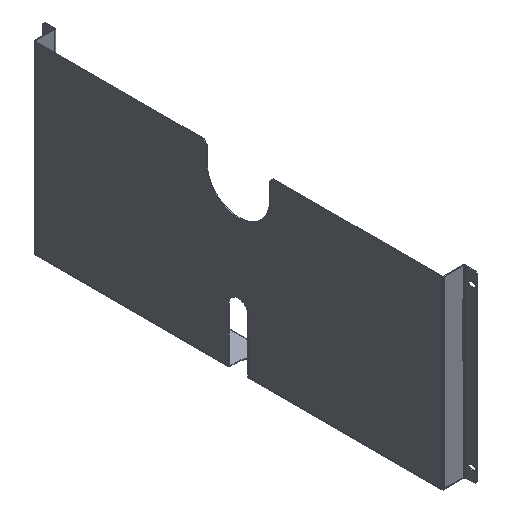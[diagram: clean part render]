
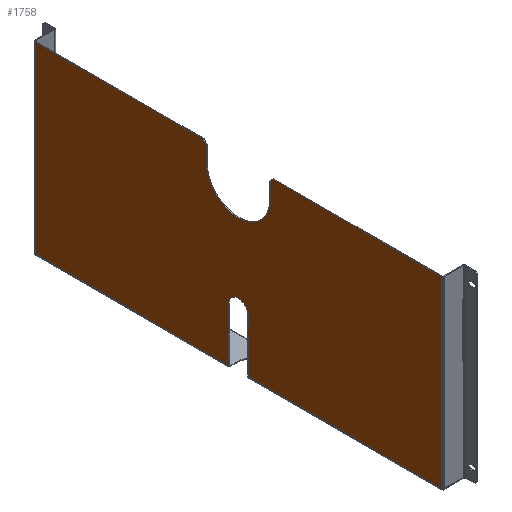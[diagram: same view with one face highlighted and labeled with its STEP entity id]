
A CAD part, isometric view. The second image highlights one B-rep face of the part: STEP entity #1758.
In plain terms, the highlighted planar face has unit normal (-1, 0, 0).
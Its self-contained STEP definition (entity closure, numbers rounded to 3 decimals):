
#1092=CARTESIAN_POINT('Vertex',(0.,320.8,-144.5)) ;
#1116=CARTESIAN_POINT('Vertex',(0.,320.8,145.5)) ;
#1147=CARTESIAN_POINT('Vertex',(0.,15.25,-144.5)) ;
#1237=CARTESIAN_POINT('Vertex',(0.,-15.25,-144.5)) ;
#1343=CARTESIAN_POINT('Vertex',(0.,-50.,115.5)) ;
#1359=CARTESIAN_POINT('Vertex',(0.,50.,115.5)) ;
#1362=CARTESIAN_POINT('Axis2P3D Location',(0.,0.,115.5)) ;
#1390=CARTESIAN_POINT('Vertex',(0.,50.,140.5)) ;
#1393=CARTESIAN_POINT('Line Origine',(0.,50.,128.)) ;
#1410=CARTESIAN_POINT('Line Origine',(0.,-50.,128.)) ;
#1414=CARTESIAN_POINT('Vertex',(0.,-50.,140.5)) ;
#1441=CARTESIAN_POINT('Line Origine',(0.,52.5,143.)) ;
#1445=CARTESIAN_POINT('Vertex',(0.,55.,145.5)) ;
#1472=CARTESIAN_POINT('Line Origine',(0.,-52.5,143.)) ;
#1476=CARTESIAN_POINT('Vertex',(0.,-55.,145.5)) ;
#1507=CARTESIAN_POINT('Vertex',(0.,15.25,-60.)) ;
#1523=CARTESIAN_POINT('Vertex',(0.,-15.25,-60.)) ;
#1526=CARTESIAN_POINT('Axis2P3D Location',(0.,0.,-60.)) ;
#1548=CARTESIAN_POINT('Line Origine',(0.,187.9,145.5)) ;
#1570=CARTESIAN_POINT('Line Origine',(0.,-15.25,-102.25)) ;
#1587=CARTESIAN_POINT('Line Origine',(0.,15.25,-102.25)) ;
#1609=CARTESIAN_POINT('Line Origine',(0.,320.8,0.5)) ;
#1626=CARTESIAN_POINT('Line Origine',(0.,168.025,-144.5)) ;
#1643=CARTESIAN_POINT('Line Origine',(0.,-168.025,-144.5)) ;
#1647=CARTESIAN_POINT('Vertex',(0.,-320.8,-144.5)) ;
#1679=CARTESIAN_POINT('Line Origine',(0.,-187.9,145.5)) ;
#1683=CARTESIAN_POINT('Vertex',(0.,-320.8,145.5)) ;
#1732=CARTESIAN_POINT('Axis2P3D Location',(0.,0.,0.)) ;
#1737=CARTESIAN_POINT('Line Origine',(0.,-320.8,0.5)) ;
#1363=DIRECTION('Axis2P3D Direction',(1.,0.,0.)) ;
#1394=DIRECTION('Vector Direction',(0.,0.,1.)) ;
#1411=DIRECTION('Vector Direction',(0.,0.,1.)) ;
#1442=DIRECTION('Vector Direction',(0.,-0.707,-0.707)) ;
#1473=DIRECTION('Vector Direction',(0.,-0.707,0.707)) ;
#1527=DIRECTION('Axis2P3D Direction',(1.,0.,0.)) ;
#1549=DIRECTION('Vector Direction',(0.,-1.,0.)) ;
#1571=DIRECTION('Vector Direction',(0.,0.,-1.)) ;
#1588=DIRECTION('Vector Direction',(0.,0.,-1.)) ;
#1610=DIRECTION('Vector Direction',(0.,0.,-1.)) ;
#1627=DIRECTION('Vector Direction',(0.,-1.,0.)) ;
#1644=DIRECTION('Vector Direction',(0.,-1.,0.)) ;
#1680=DIRECTION('Vector Direction',(0.,-1.,0.)) ;
#1733=DIRECTION('Axis2P3D Direction',(1.,0.,0.)) ;
#1734=DIRECTION('Axis2P3D XDirection',(0.,1.,0.)) ;
#1738=DIRECTION('Vector Direction',(0.,0.,1.)) ;
#1364=AXIS2_PLACEMENT_3D('Circle Axis2P3D',#1362,#1363,$) ;
#1528=AXIS2_PLACEMENT_3D('Circle Axis2P3D',#1526,#1527,$) ;
#1735=AXIS2_PLACEMENT_3D('Plane Axis2P3D',#1732,#1733,#1734) ;
#1743=ORIENTED_EDGE('',*,*,#1552,.F.) ;
#1744=ORIENTED_EDGE('',*,*,#1613,.T.) ;
#1745=ORIENTED_EDGE('',*,*,#1630,.T.) ;
#1746=ORIENTED_EDGE('',*,*,#1591,.F.) ;
#1747=ORIENTED_EDGE('',*,*,#1530,.T.) ;
#1748=ORIENTED_EDGE('',*,*,#1574,.T.) ;
#1749=ORIENTED_EDGE('',*,*,#1649,.T.) ;
#1750=ORIENTED_EDGE('',*,*,#1741,.T.) ;
#1751=ORIENTED_EDGE('',*,*,#1685,.F.) ;
#1752=ORIENTED_EDGE('',*,*,#1478,.F.) ;
#1753=ORIENTED_EDGE('',*,*,#1416,.F.) ;
#1754=ORIENTED_EDGE('',*,*,#1366,.T.) ;
#1755=ORIENTED_EDGE('',*,*,#1397,.T.) ;
#1756=ORIENTED_EDGE('',*,*,#1447,.F.) ;
#1395=VECTOR('Line Direction',#1394,1.) ;
#1412=VECTOR('Line Direction',#1411,1.) ;
#1443=VECTOR('Line Direction',#1442,1.) ;
#1474=VECTOR('Line Direction',#1473,1.) ;
#1550=VECTOR('Line Direction',#1549,1.) ;
#1572=VECTOR('Line Direction',#1571,1.) ;
#1589=VECTOR('Line Direction',#1588,1.) ;
#1611=VECTOR('Line Direction',#1610,1.) ;
#1628=VECTOR('Line Direction',#1627,1.) ;
#1645=VECTOR('Line Direction',#1644,1.) ;
#1681=VECTOR('Line Direction',#1680,1.) ;
#1739=VECTOR('Line Direction',#1738,1.) ;
#1758=ADVANCED_FACE('PartBody',(#1757),#1736,.F.) ;
#1365=CIRCLE('generated circle',#1364,50.) ;
#1529=CIRCLE('generated circle',#1528,15.25) ;
#1366=EDGE_CURVE('',#1344,#1360,#1365,.T.) ;
#1397=EDGE_CURVE('',#1360,#1391,#1396,.T.) ;
#1416=EDGE_CURVE('',#1344,#1415,#1413,.T.) ;
#1447=EDGE_CURVE('',#1446,#1391,#1444,.T.) ;
#1478=EDGE_CURVE('',#1415,#1477,#1475,.T.) ;
#1530=EDGE_CURVE('',#1508,#1524,#1529,.T.) ;
#1552=EDGE_CURVE('',#1117,#1446,#1551,.T.) ;
#1574=EDGE_CURVE('',#1524,#1238,#1573,.T.) ;
#1591=EDGE_CURVE('',#1508,#1148,#1590,.T.) ;
#1613=EDGE_CURVE('',#1117,#1093,#1612,.T.) ;
#1630=EDGE_CURVE('',#1093,#1148,#1629,.T.) ;
#1649=EDGE_CURVE('',#1238,#1648,#1646,.T.) ;
#1685=EDGE_CURVE('',#1477,#1684,#1682,.T.) ;
#1741=EDGE_CURVE('',#1648,#1684,#1740,.T.) ;
#1742=EDGE_LOOP('',(#1743,#1744,#1745,#1746,#1747,#1748,#1749,#1750,#1751,#1752,#1753,#1754,#1755,#1756)) ;
#1757=FACE_OUTER_BOUND('',#1742,.T.) ;
#1396=LINE('Line',#1393,#1395) ;
#1413=LINE('Line',#1410,#1412) ;
#1444=LINE('Line',#1441,#1443) ;
#1475=LINE('Line',#1472,#1474) ;
#1551=LINE('Line',#1548,#1550) ;
#1573=LINE('Line',#1570,#1572) ;
#1590=LINE('Line',#1587,#1589) ;
#1612=LINE('Line',#1609,#1611) ;
#1629=LINE('Line',#1626,#1628) ;
#1646=LINE('Line',#1643,#1645) ;
#1682=LINE('Line',#1679,#1681) ;
#1740=LINE('Line',#1737,#1739) ;
#1736=PLANE('',#1735) ;
#1093=VERTEX_POINT('',#1092) ;
#1117=VERTEX_POINT('',#1116) ;
#1148=VERTEX_POINT('',#1147) ;
#1238=VERTEX_POINT('',#1237) ;
#1344=VERTEX_POINT('',#1343) ;
#1360=VERTEX_POINT('',#1359) ;
#1391=VERTEX_POINT('',#1390) ;
#1415=VERTEX_POINT('',#1414) ;
#1446=VERTEX_POINT('',#1445) ;
#1477=VERTEX_POINT('',#1476) ;
#1508=VERTEX_POINT('',#1507) ;
#1524=VERTEX_POINT('',#1523) ;
#1648=VERTEX_POINT('',#1647) ;
#1684=VERTEX_POINT('',#1683) ;
